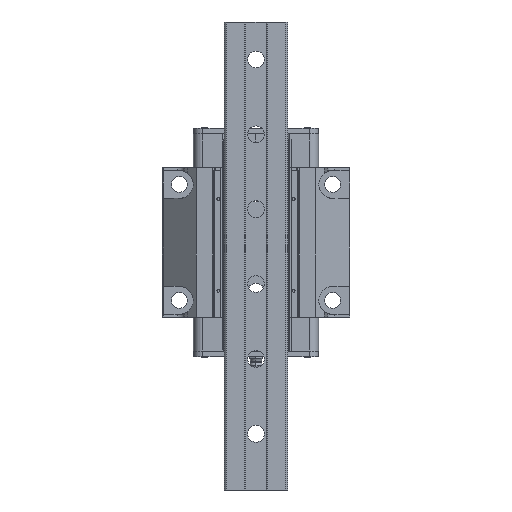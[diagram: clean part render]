
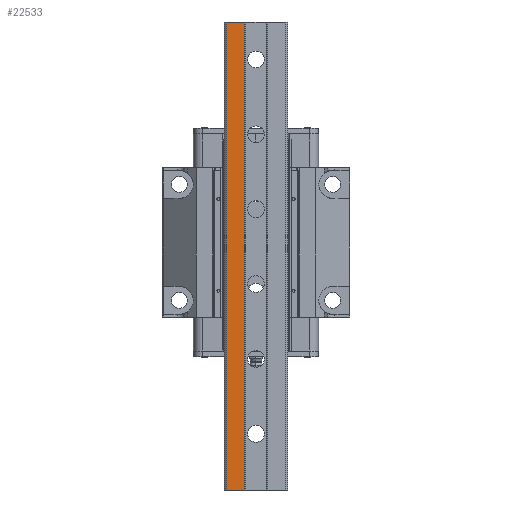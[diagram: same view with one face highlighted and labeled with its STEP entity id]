
A CAD part, front view. The second image highlights one B-rep face of the part: STEP entity #22533.
In plain terms, the highlighted planar face has unit normal (0, -1, 0).
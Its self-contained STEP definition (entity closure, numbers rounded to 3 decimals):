
#1473 = VECTOR ( 'NONE', #67504, 1000. ) ;
#1577 = CARTESIAN_POINT ( 'NONE',  ( -16., -0.4, 0. ) ) ;
#2404 = DIRECTION ( 'NONE',  ( 0., -1., 0. ) ) ;
#2672 = CARTESIAN_POINT ( 'NONE',  ( -5.9, -0.4, 0. ) ) ;
#2690 = DIRECTION ( 'NONE',  ( 1., 0., 0. ) ) ;
#8513 = CARTESIAN_POINT ( 'NONE',  ( -16., -0.4, -250. ) ) ;
#14772 = DIRECTION ( 'NONE',  ( 0., 0., 1. ) ) ;
#15751 = DIRECTION ( 'NONE',  ( 0., 0., 1. ) ) ;
#18140 = ORIENTED_EDGE ( 'NONE', *, *, #28338, .F. ) ;
#19457 = LINE ( 'NONE', #88352, #74212 ) ;
#20038 = FACE_OUTER_BOUND ( 'NONE', #79805, .T. ) ;
#22533 = ADVANCED_FACE ( 'NONE', ( #20038 ), #73741, .T. ) ;
#28338 = EDGE_CURVE ( 'NONE', #64472, #79117, #58638, .T. ) ;
#28395 = ORIENTED_EDGE ( 'NONE', *, *, #51737, .T. ) ;
#29342 = VECTOR ( 'NONE', #15751, 1000. ) ;
#30064 = VERTEX_POINT ( 'NONE', #73684 ) ;
#42262 = VECTOR ( 'NONE', #14772, 1000. ) ;
#45088 = CARTESIAN_POINT ( 'NONE',  ( -16., -0.4, -250. ) ) ;
#50628 = ORIENTED_EDGE ( 'NONE', *, *, #83826, .F. ) ;
#51737 = EDGE_CURVE ( 'NONE', #30064, #79117, #82365, .T. ) ;
#52544 = DIRECTION ( 'NONE',  ( 0., 0., -1. ) ) ;
#53513 = CARTESIAN_POINT ( 'NONE',  ( -16., -0.4, 0. ) ) ;
#57909 = EDGE_CURVE ( 'NONE', #88582, #30064, #19457, .T. ) ;
#58638 = LINE ( 'NONE', #53513, #1473 ) ;
#64472 = VERTEX_POINT ( 'NONE', #1577 ) ;
#67504 = DIRECTION ( 'NONE',  ( 1., 0., 0. ) ) ;
#71860 = CARTESIAN_POINT ( 'NONE',  ( -5.9, -0.4, -250. ) ) ;
#73684 = CARTESIAN_POINT ( 'NONE',  ( -5.9, -0.4, -250. ) ) ;
#73741 = PLANE ( 'NONE',  #76244 ) ;
#74137 = ORIENTED_EDGE ( 'NONE', *, *, #57909, .T. ) ;
#74212 = VECTOR ( 'NONE', #2690, 1000. ) ;
#76244 = AXIS2_PLACEMENT_3D ( 'NONE', #45088, #2404, #52544 ) ;
#79117 = VERTEX_POINT ( 'NONE', #2672 ) ;
#79805 = EDGE_LOOP ( 'NONE', ( #18140, #50628, #74137, #28395 ) ) ;
#81437 = CARTESIAN_POINT ( 'NONE',  ( -16., -0.4, -250. ) ) ;
#82365 = LINE ( 'NONE', #71860, #42262 ) ;
#83826 = EDGE_CURVE ( 'NONE', #88582, #64472, #86263, .T. ) ;
#86263 = LINE ( 'NONE', #8513, #29342 ) ;
#88352 = CARTESIAN_POINT ( 'NONE',  ( -16., -0.4, -250. ) ) ;
#88582 = VERTEX_POINT ( 'NONE', #81437 ) ;
